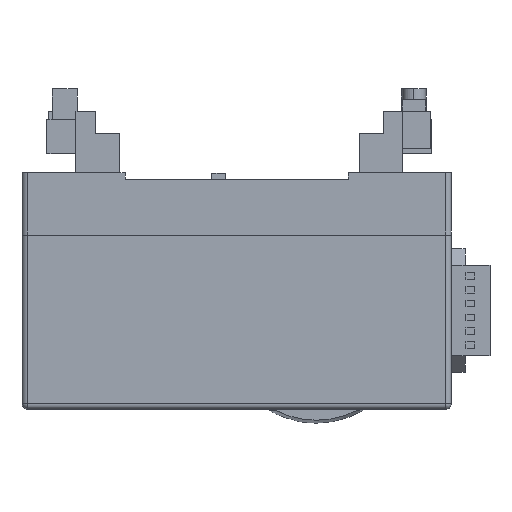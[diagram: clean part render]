
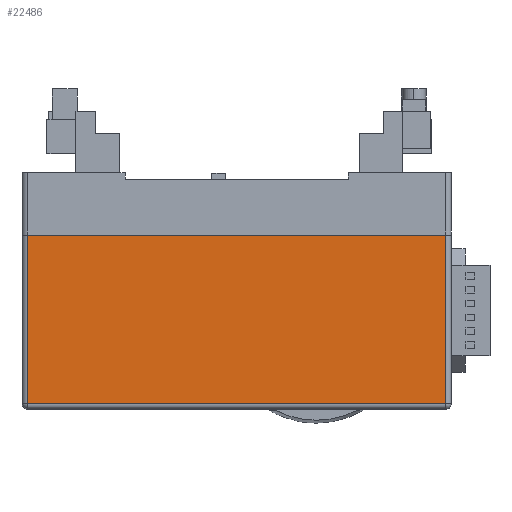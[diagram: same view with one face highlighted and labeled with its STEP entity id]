
A CAD part, left-side view. The second image highlights one B-rep face of the part: STEP entity #22486.
In plain terms, the highlighted planar face has unit normal (-1, 0, 0).
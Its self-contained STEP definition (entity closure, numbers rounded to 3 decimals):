
#16771=DIRECTION('',(0.,1.,0.));
#16772=VECTOR('',#16771,151.);
#16773=CARTESIAN_POINT('',(-400.081,2.211,
67.924));
#16774=LINE('',#16773,#16772);
#16814=DIRECTION('',(0.,0.,1.));
#16815=VECTOR('',#16814,60.924);
#16816=CARTESIAN_POINT('',(-400.081,153.211,7.));
#16817=LINE('',#16816,#16815);
#16821=DIRECTION('',(0.,0.,1.));
#16822=VECTOR('',#16821,60.924);
#16823=CARTESIAN_POINT('',(-400.081,2.211,7.));
#16824=LINE('',#16823,#16822);
#16828=DIRECTION('',(0.,-1.,0.));
#16829=VECTOR('',#16828,151.);
#16830=CARTESIAN_POINT('',(-400.081,153.211,7.));
#16831=LINE('',#16830,#16829);
#18427=CARTESIAN_POINT('',(-400.081,153.211,
67.924));
#18429=VERTEX_POINT('',#18427);
#18430=CARTESIAN_POINT('',(-400.081,153.211,7.));
#18431=VERTEX_POINT('',#18430);
#18432=CARTESIAN_POINT('',(-400.081,2.211,7.));
#18433=VERTEX_POINT('',#18432);
#18436=CARTESIAN_POINT('',(-400.081,2.211,
67.924));
#18438=VERTEX_POINT('',#18436);
#22473=CARTESIAN_POINT('',(-400.081,136.611,88.));
#22474=DIRECTION('',(-1.,0.,0.));
#22475=DIRECTION('',(0.,-1.,0.));
#22476=AXIS2_PLACEMENT_3D('',#22473,#22474,#22475);
#22477=PLANE('',#22476);
#22478=ORIENTED_EDGE('',*,*,#22458,.T.);
#22479=ORIENTED_EDGE('',*,*,#22394,.F.);
#22481=ORIENTED_EDGE('',*,*,#22480,.F.);
#22483=ORIENTED_EDGE('',*,*,#22482,.F.);
#22484=EDGE_LOOP('',(#22478,#22479,#22481,#22483));
#22485=FACE_OUTER_BOUND('',#22484,.F.);
#22394=EDGE_CURVE('',#18438,#18429,#16774,.T.);
#22458=EDGE_CURVE('',#18431,#18429,#16817,.T.);
#22480=EDGE_CURVE('',#18433,#18438,#16824,.T.);
#22482=EDGE_CURVE('',#18431,#18433,#16831,.T.);
#22486=ADVANCED_FACE('',(#22485),#22477,.T.);
